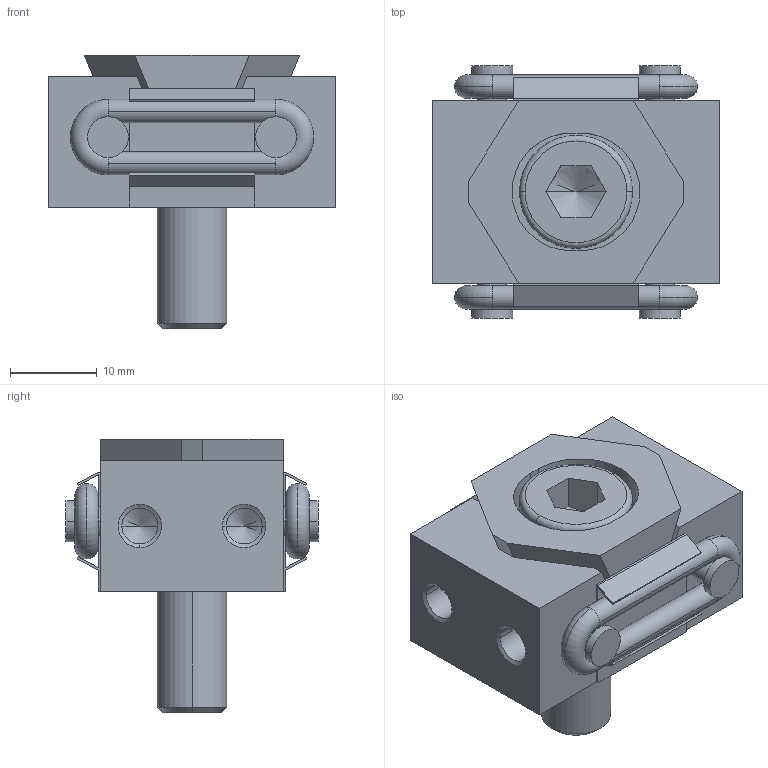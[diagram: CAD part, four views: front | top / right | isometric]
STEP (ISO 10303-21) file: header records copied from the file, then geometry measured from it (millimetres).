
FILE_DESCRIPTION(('STEP AP214'),'1');
FILE_NAME(' ',' ',('TraceParts'),('TraceParts S.A.'),'XStep 1.0',' ',' ');
FILE_SCHEMA(('automotive_design'));
Length unit declared in the file: millimetre
Products named in the file (11): 1; 2; 3; 4; 5; 6; 7; 8; 9; 10; 11
Bounding box: 33 x 29 x 31.5 mm (x, y, z)
Volume: 12190 mm3; surface area: 8296.9 mm2
Topology: 11 solids, 11 shells, 149 faces, 352 edges, 223 vertices
Faces by surface type: plane 79, cylinder 38, cone 22, torus 10
Entity records: 8489 total; most frequent: DIRECTION 776, CARTESIAN_POINT 737, STYLED_ITEM 725, PRESENTATION_STYLE_ASSIGNMENT 725, COLOUR_RGB 725, ORIENTED_EDGE 684, EDGE_CURVE 342, CURVE_STYLE 342
